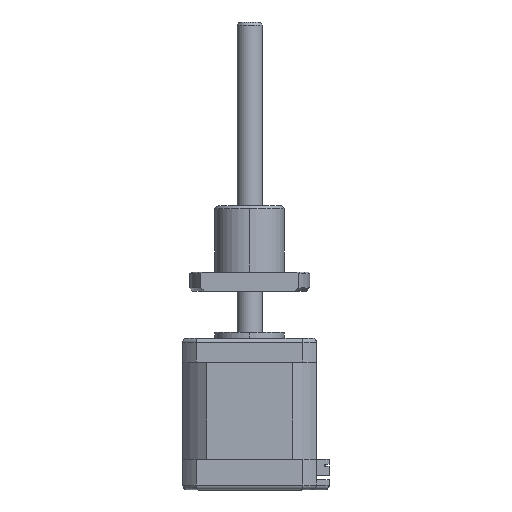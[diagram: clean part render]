
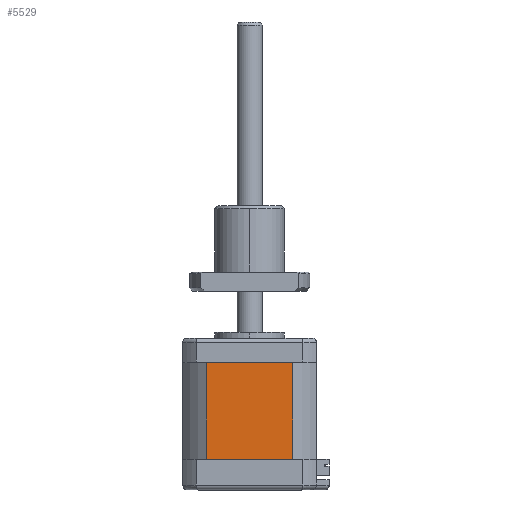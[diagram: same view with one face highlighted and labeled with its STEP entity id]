
A CAD part, top view. The second image highlights one B-rep face of the part: STEP entity #5529.
In plain terms, the highlighted planar face has unit normal (0, 0, 1).
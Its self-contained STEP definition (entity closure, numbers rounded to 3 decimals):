
#1156 = LINE ( 'NONE', #6088, #5676 ) ;
#1345 = VERTEX_POINT ( 'NONE', #8157 ) ;
#1491 = VERTEX_POINT ( 'NONE', #4188 ) ;
#1531 = VECTOR ( 'NONE', #2671, 1000. ) ;
#1883 = CARTESIAN_POINT ( 'NONE',  ( -18.303, -16.057, 37.738 ) ) ;
#1967 = VECTOR ( 'NONE', #2884, 1000. ) ;
#2448 = LINE ( 'NONE', #3680, #1967 ) ;
#2671 = DIRECTION ( 'NONE',  ( 0., 1., 0. ) ) ;
#2884 = DIRECTION ( 'NONE',  ( -1., 0., 0. ) ) ;
#3106 = AXIS2_PLACEMENT_3D ( 'NONE', #9357, #4452, #10164 ) ;
#3400 = DIRECTION ( 'NONE',  ( -1., 0., 0. ) ) ;
#3680 = CARTESIAN_POINT ( 'NONE',  ( 8.885, -16.057, 37.738 ) ) ;
#3902 = EDGE_LOOP ( 'NONE', ( #10229, #7735, #4926, #8300 ) ) ;
#4172 = VECTOR ( 'NONE', #3400, 1000. ) ;
#4188 = CARTESIAN_POINT ( 'NONE',  ( -18.303, 14.443, 37.738 ) ) ;
#4406 = DIRECTION ( 'NONE',  ( 0., 1., 0. ) ) ;
#4452 = DIRECTION ( 'NONE',  ( 0., 0., -1. ) ) ;
#4588 = EDGE_CURVE ( 'NONE', #7697, #1345, #1156, .T. ) ;
#4926 = ORIENTED_EDGE ( 'NONE', *, *, #7918, .F. ) ;
#4948 = EDGE_CURVE ( 'NONE', #1345, #1491, #10409, .T. ) ;
#5529 = ADVANCED_FACE ( 'NONE', ( #8887 ), #7716, .F. ) ;
#5676 = VECTOR ( 'NONE', #4406, 1000. ) ;
#6088 = CARTESIAN_POINT ( 'NONE',  ( 8.885, -16.057, 37.738 ) ) ;
#6108 = VERTEX_POINT ( 'NONE', #7121 ) ;
#6335 = LINE ( 'NONE', #1883, #1531 ) ;
#7121 = CARTESIAN_POINT ( 'NONE',  ( -18.303, -16.057, 37.738 ) ) ;
#7697 = VERTEX_POINT ( 'NONE', #9929 ) ;
#7716 = PLANE ( 'NONE',  #3106 ) ;
#7735 = ORIENTED_EDGE ( 'NONE', *, *, #10338, .F. ) ;
#7918 = EDGE_CURVE ( 'NONE', #7697, #6108, #2448, .T. ) ;
#8157 = CARTESIAN_POINT ( 'NONE',  ( 8.885, 14.443, 37.738 ) ) ;
#8300 = ORIENTED_EDGE ( 'NONE', *, *, #4588, .T. ) ;
#8321 = CARTESIAN_POINT ( 'NONE',  ( 8.885, 14.443, 37.738 ) ) ;
#8887 = FACE_OUTER_BOUND ( 'NONE', #3902, .T. ) ;
#9357 = CARTESIAN_POINT ( 'NONE',  ( 8.885, -16.057, 37.738 ) ) ;
#9929 = CARTESIAN_POINT ( 'NONE',  ( 8.885, -16.057, 37.738 ) ) ;
#10164 = DIRECTION ( 'NONE',  ( 1., 0., 0. ) ) ;
#10229 = ORIENTED_EDGE ( 'NONE', *, *, #4948, .T. ) ;
#10338 = EDGE_CURVE ( 'NONE', #6108, #1491, #6335, .T. ) ;
#10409 = LINE ( 'NONE', #8321, #4172 ) ;
